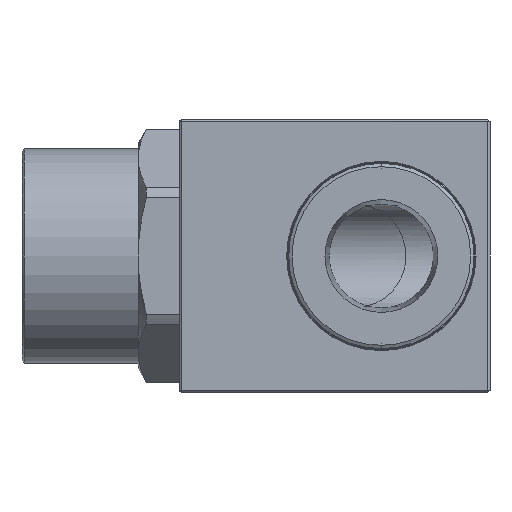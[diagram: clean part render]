
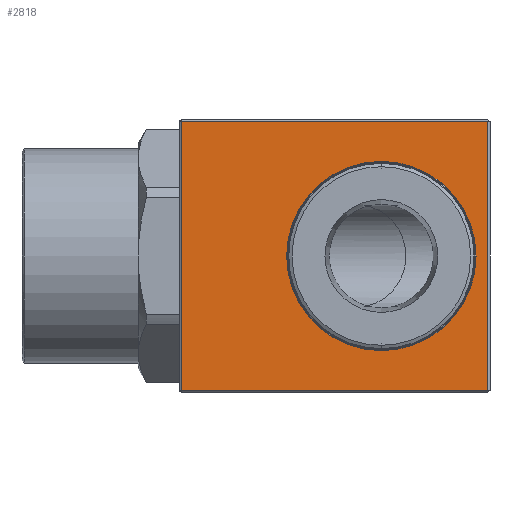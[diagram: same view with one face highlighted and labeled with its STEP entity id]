
A CAD part, front view. The second image highlights one B-rep face of the part: STEP entity #2818.
In plain terms, the highlighted planar face has unit normal (0, -1, 0).
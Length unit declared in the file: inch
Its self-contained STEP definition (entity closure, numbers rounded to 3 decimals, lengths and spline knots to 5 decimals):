
#864 = CARTESIAN_POINT ( 'NONE',  ( 0.55835, -0.64, 0.445 ) ) ;
#865 = DIRECTION ( 'NONE',  ( 0., 0., -1. ) ) ;
#866 = DIRECTION ( 'NONE',  ( 0., -1., 0. ) ) ;
#867 = CARTESIAN_POINT ( 'NONE',  ( 0.55835, -0.64, 0. ) ) ;
#868 = AXIS2_PLACEMENT_3D ( 'NONE', #867, #866, #865 ) ;
#869 = CIRCLE ( 'NONE', #868, 0.445 ) ;
#870 = CARTESIAN_POINT ( 'NONE',  ( 0.55835, -0.64, -0.445 ) ) ;
#1577 = PLANE ( 'NONE',  #1624 ) ;
#1591 = DIRECTION ( 'NONE',  ( 0., 0., 1. ) ) ;
#1592 = VECTOR ( 'NONE', #1591, 39.37008 ) ;
#1593 = CARTESIAN_POINT ( 'NONE',  ( 1.059, -0.64, -2.58082 ) ) ;
#1594 = LINE ( 'NONE', #1593, #1592 ) ;
#1595 = CARTESIAN_POINT ( 'NONE',  ( 1.059, -0.64, -0.63 ) ) ;
#1596 = DIRECTION ( 'NONE',  ( 1., 0., 0. ) ) ;
#1597 = VECTOR ( 'NONE', #1596, 39.37008 ) ;
#1598 = CARTESIAN_POINT ( 'NONE',  ( 1.069, -0.64, -0.63 ) ) ;
#1599 = LINE ( 'NONE', #1598, #1597 ) ;
#1609 = LINE ( 'NONE', #1662, #1661 ) ;
#1610 = CARTESIAN_POINT ( 'NONE',  ( -0.3799, -0.64, 0.63 ) ) ;
#1611 = CARTESIAN_POINT ( 'NONE',  ( 1.059, -0.64, 0.63 ) ) ;
#1612 = DIRECTION ( 'NONE',  ( -1., 0., 0. ) ) ;
#1613 = VECTOR ( 'NONE', #1612, 39.37008 ) ;
#1614 = CARTESIAN_POINT ( 'NONE',  ( -0.3899, -0.64, 0.63 ) ) ;
#1615 = LINE ( 'NONE', #1614, #1613 ) ;
#1616 = DIRECTION ( 'NONE',  ( 0., 0., -1. ) ) ;
#1617 = DIRECTION ( 'NONE',  ( 0., -1., 0. ) ) ;
#1618 = CARTESIAN_POINT ( 'NONE',  ( 0.55835, -0.64, 0. ) ) ;
#1619 = AXIS2_PLACEMENT_3D ( 'NONE', #1618, #1617, #1616 ) ;
#1620 = CIRCLE ( 'NONE', #1619, 0.445 ) ;
#1621 = DIRECTION ( 'NONE',  ( 1., 0., 0. ) ) ;
#1622 = DIRECTION ( 'NONE',  ( 0., -1., 0. ) ) ;
#1623 = CARTESIAN_POINT ( 'NONE',  ( 1.069, -0.64, -2.58082 ) ) ;
#1624 = AXIS2_PLACEMENT_3D ( 'NONE', #1623, #1622, #1621 ) ;
#1625 = FACE_OUTER_BOUND ( 'NONE', #2823, .T. ) ;
#1626 = FACE_BOUND ( 'NONE', #2819, .T. ) ;
#1659 = CARTESIAN_POINT ( 'NONE',  ( -0.3799, -0.64, -0.63 ) ) ;
#1660 = DIRECTION ( 'NONE',  ( 0., 0., -1. ) ) ;
#1661 = VECTOR ( 'NONE', #1660, 39.37008 ) ;
#1662 = CARTESIAN_POINT ( 'NONE',  ( -0.3799, -0.64, -0.64 ) ) ;
#2801 = ORIENTED_EDGE ( 'NONE', *, *, #2802, .T. ) ;
#2802 = EDGE_CURVE ( 'NONE', #2830, #2803, #1599, .T. ) ;
#2803 = VERTEX_POINT ( 'NONE', #1595 ) ;
#2804 = ORIENTED_EDGE ( 'NONE', *, *, #2805, .T. ) ;
#2805 = EDGE_CURVE ( 'NONE', #2803, #2826, #1594, .T. ) ;
#2818 = ADVANCED_FACE ( 'NONE', ( #1626, #1625 ), #1577, .T. ) ;
#2819 = EDGE_LOOP ( 'NONE', ( #2820, #2822 ) ) ;
#2820 = ORIENTED_EDGE ( 'NONE', *, *, #2821, .F. ) ;
#2821 = EDGE_CURVE ( 'NONE', #3935, #3932, #1620, .T. ) ;
#2822 = ORIENTED_EDGE ( 'NONE', *, *, #3933, .F. ) ;
#2823 = EDGE_LOOP ( 'NONE', ( #2824, #2828, #2801, #2804 ) ) ;
#2824 = ORIENTED_EDGE ( 'NONE', *, *, #2825, .T. ) ;
#2825 = EDGE_CURVE ( 'NONE', #2826, #2827, #1615, .T. ) ;
#2826 = VERTEX_POINT ( 'NONE', #1611 ) ;
#2827 = VERTEX_POINT ( 'NONE', #1610 ) ;
#2828 = ORIENTED_EDGE ( 'NONE', *, *, #2829, .T. ) ;
#2829 = EDGE_CURVE ( 'NONE', #2827, #2830, #1609, .T. ) ;
#2830 = VERTEX_POINT ( 'NONE', #1659 ) ;
#3932 = VERTEX_POINT ( 'NONE', #870 ) ;
#3933 = EDGE_CURVE ( 'NONE', #3932, #3935, #869, .T. ) ;
#3935 = VERTEX_POINT ( 'NONE', #864 ) ;
